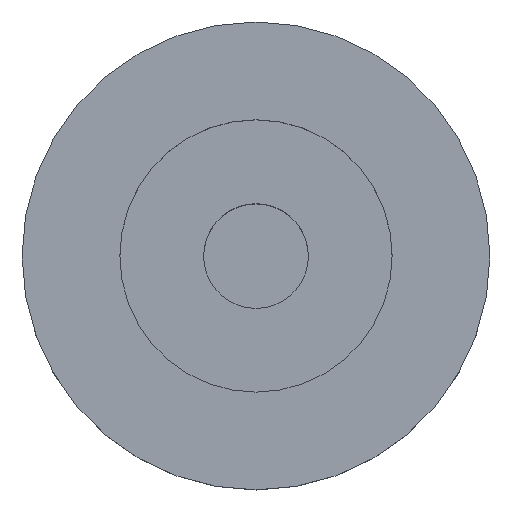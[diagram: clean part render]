
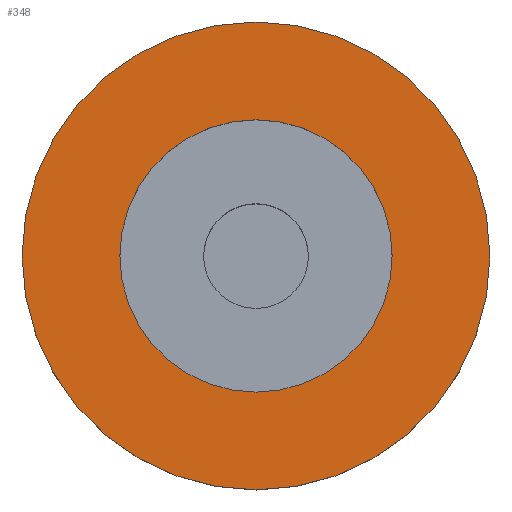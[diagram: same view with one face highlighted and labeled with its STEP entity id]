
A CAD part, top view. The second image highlights one B-rep face of the part: STEP entity #348.
In plain terms, the highlighted planar face has unit normal (0, 0, 1).
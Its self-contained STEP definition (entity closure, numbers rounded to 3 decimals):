
#1 = DIRECTION ( 'NONE',  ( 1., 0., 0. ) ) ;
#8 = EDGE_CURVE ( 'NONE', #42, #222, #384, .T. ) ;
#11 = AXIS2_PLACEMENT_3D ( 'NONE', #386, #351, #29 ) ;
#19 = CARTESIAN_POINT ( 'NONE',  ( -126.05, -3.05, 0. ) ) ;
#21 = CIRCLE ( 'NONE', #11, 3.35 ) ;
#29 = DIRECTION ( 'NONE',  ( 1., 0., 0. ) ) ;
#37 = CIRCLE ( 'NONE', #398, 1.95 ) ;
#39 = EDGE_LOOP ( 'NONE', ( #330, #407 ) ) ;
#42 = VERTEX_POINT ( 'NONE', #138 ) ;
#50 = ORIENTED_EDGE ( 'NONE', *, *, #267, .F. ) ;
#65 = AXIS2_PLACEMENT_3D ( 'NONE', #98, #90, #350 ) ;
#79 = AXIS2_PLACEMENT_3D ( 'NONE', #319, #414, #1 ) ;
#84 = EDGE_CURVE ( 'NONE', #401, #205, #21, .T. ) ;
#90 = DIRECTION ( 'NONE',  ( 0., 0., 1. ) ) ;
#96 = DIRECTION ( 'NONE',  ( 1., 0., 0. ) ) ;
#98 = CARTESIAN_POINT ( 'NONE',  ( -126.05, -3.05, 0. ) ) ;
#138 = CARTESIAN_POINT ( 'NONE',  ( -128., -3.05, 0. ) ) ;
#171 = CIRCLE ( 'NONE', #397, 3.35 ) ;
#174 = ORIENTED_EDGE ( 'NONE', *, *, #8, .F. ) ;
#181 = CARTESIAN_POINT ( 'NONE',  ( -129.4, -3.05, 0. ) ) ;
#189 = DIRECTION ( 'NONE',  ( 0., 0., 1. ) ) ;
#199 = CARTESIAN_POINT ( 'NONE',  ( -122.7, -3.05, 0. ) ) ;
#205 = VERTEX_POINT ( 'NONE', #181 ) ;
#221 = DIRECTION ( 'NONE',  ( 0., 0., 1. ) ) ;
#222 = VERTEX_POINT ( 'NONE', #244 ) ;
#228 = EDGE_CURVE ( 'NONE', #205, #401, #171, .T. ) ;
#244 = CARTESIAN_POINT ( 'NONE',  ( -124.1, -3.05, 0. ) ) ;
#253 = DIRECTION ( 'NONE',  ( 1., 0., 0. ) ) ;
#267 = EDGE_CURVE ( 'NONE', #222, #42, #37, .T. ) ;
#319 = CARTESIAN_POINT ( 'NONE',  ( -126.05, -3.05, 0. ) ) ;
#330 = ORIENTED_EDGE ( 'NONE', *, *, #84, .T. ) ;
#348 = ADVANCED_FACE ( 'NONE', ( #403, #413 ), #406, .T. ) ;
#350 = DIRECTION ( 'NONE',  ( 1., 0., 0. ) ) ;
#351 = DIRECTION ( 'NONE',  ( 0., 0., 1. ) ) ;
#374 = EDGE_LOOP ( 'NONE', ( #50, #174 ) ) ;
#379 = CARTESIAN_POINT ( 'NONE',  ( -126.05, -3.05, 0. ) ) ;
#384 = CIRCLE ( 'NONE', #79, 1.95 ) ;
#386 = CARTESIAN_POINT ( 'NONE',  ( -126.05, -3.05, 0. ) ) ;
#397 = AXIS2_PLACEMENT_3D ( 'NONE', #379, #189, #253 ) ;
#398 = AXIS2_PLACEMENT_3D ( 'NONE', #19, #221, #96 ) ;
#401 = VERTEX_POINT ( 'NONE', #199 ) ;
#403 = FACE_BOUND ( 'NONE', #374, .T. ) ;
#406 = PLANE ( 'NONE',  #65 ) ;
#407 = ORIENTED_EDGE ( 'NONE', *, *, #228, .T. ) ;
#413 = FACE_OUTER_BOUND ( 'NONE', #39, .T. ) ;
#414 = DIRECTION ( 'NONE',  ( 0., 0., 1. ) ) ;
